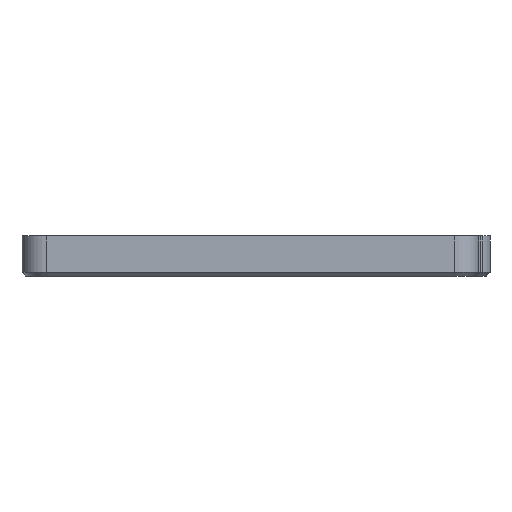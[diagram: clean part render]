
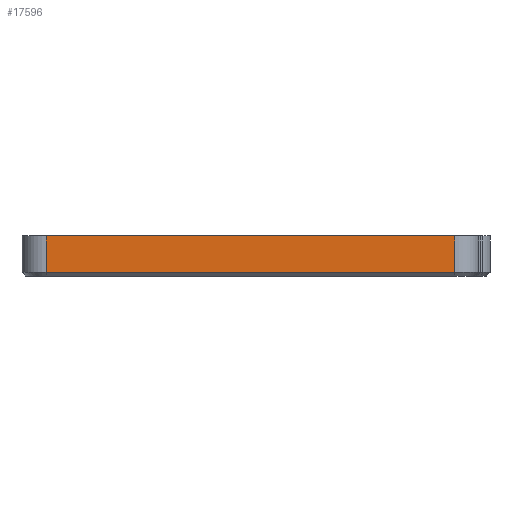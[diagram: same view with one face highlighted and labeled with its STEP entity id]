
A CAD part, left-side view. The second image highlights one B-rep face of the part: STEP entity #17596.
In plain terms, the highlighted planar face has unit normal (-1, 0, 0).
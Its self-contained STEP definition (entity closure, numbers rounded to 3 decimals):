
#305=FACE_OUTER_BOUND('',#1197,.T.);
#1197=EDGE_LOOP('',(#12603,#12604,#12605,#12606));
#2970=LINE('',#25810,#5499);
#2971=LINE('',#25815,#5500);
#2972=LINE('',#25816,#5501);
#2973=LINE('',#25817,#5502);
#5499=VECTOR('',#20583,1.);
#5500=VECTOR('',#20588,1.);
#5501=VECTOR('',#20589,1.);
#5502=VECTOR('',#20590,1.);
#7987=VERTEX_POINT('',#25807);
#7988=VERTEX_POINT('',#25809);
#7989=VERTEX_POINT('',#25813);
#7990=VERTEX_POINT('',#25814);
#9775=EDGE_CURVE('',#7988,#7987,#2970,.T.);
#9777=EDGE_CURVE('',#7989,#7990,#2971,.T.);
#9778=EDGE_CURVE('',#7989,#7988,#2972,.T.);
#9779=EDGE_CURVE('',#7987,#7990,#2973,.T.);
#12603=ORIENTED_EDGE('',*,*,#9777,.F.);
#12604=ORIENTED_EDGE('',*,*,#9778,.T.);
#12605=ORIENTED_EDGE('',*,*,#9775,.T.);
#12606=ORIENTED_EDGE('',*,*,#9779,.T.);
#16748=PLANE('',#18554);
#17596=ADVANCED_FACE('',(#305),#16748,.T.);
#18554=AXIS2_PLACEMENT_3D('',#25812,#20586,#20587);
#20583=DIRECTION('',(0.,0.,-1.));
#20586=DIRECTION('center_axis',(-1.,0.,0.));
#20587=DIRECTION('ref_axis',(0.,0.,-1.));
#20588=DIRECTION('',(0.,0.,-1.));
#20589=DIRECTION('',(0.,1.,0.));
#20590=DIRECTION('',(0.,-1.,0.));
#25807=CARTESIAN_POINT('',(-121.3,43.672,-7.6));
#25809=CARTESIAN_POINT('',(-121.3,43.672,0.));
#25810=CARTESIAN_POINT('',(-121.3,43.672,0.));
#25812=CARTESIAN_POINT('Origin',(-121.3,1.191,-4.175));
#25813=CARTESIAN_POINT('',(-121.3,-41.291,0.));
#25814=CARTESIAN_POINT('',(-121.3,-41.291,-7.6));
#25815=CARTESIAN_POINT('',(-121.3,-41.291,0.));
#25816=CARTESIAN_POINT('',(-121.3,-48.672,0.));
#25817=CARTESIAN_POINT('',(-121.3,43.672,-7.6));
